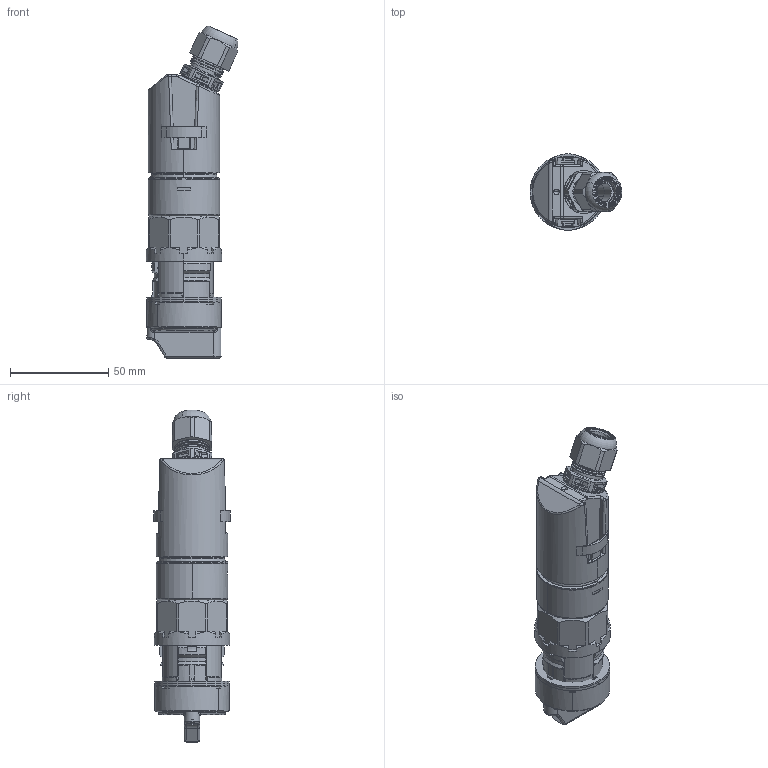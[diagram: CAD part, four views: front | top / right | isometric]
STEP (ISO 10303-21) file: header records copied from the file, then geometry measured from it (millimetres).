
FILE_DESCRIPTION (( 'STEP AP203' ), '1' );
FILE_NAME ('8003-1_1-726-_-__.STEP', '2015-09-03T12:34:57', ( '' ), ( '' ), 'SwSTEP 2.0', 'SolidWorks 2015', '' );
FILE_SCHEMA (( 'CONFIG_CONTROL_DESIGN' ));
Length unit declared in the file: millimetre
Products named in the file (24): 80_139_01_14_0; 86_029_07_95_0; 80_139_01_66_0_Dichtung_angepasst; 80_039_02_51_0; 86_029_02_28_0; 81_610_76_01_0_Stutzen_Erweitert; 375_625_0; 81_616_05_30_0_Anschlussgewindedichtung_M16; 86_029_19_80_0; 81_610_76_01_0_Erweitert; 80_139_02_51_0; 86_029_12_15_0; 81_610_76_01_0_Dichtung; 8003-1_1-726-_-__; 80_139_01_66_0_ohne Dichtung; 86_029_04_26_0; 86_029_02_51_0_3d export; 86_020_83_03_0_3d export; 81_610_76_01_0_Hutmutter_Kennzeichnung; 86_029_12_16_0_3d export; 86_029_07_94_0; 80_139_01_66_0; 506_872_0
Assembly tree (25 placements, depth 3):
  8003-1_1-726-_-__
    80_039_02_51_0
      80_039_02_51_0
    80_139_01_66_0
      80_139_01_66_0_ohne Dichtung
      80_139_01_66_0_Dichtung_angepasst
    80_139_02_51_0
    86_020_83_03_0_3d export
      86_029_19_80_0
      86_029_04_26_0
      86_029_12_15_0
      375_625_0  x2
      86_029_12_16_0_3d export
      86_029_02_51_0_3d export
      86_029_02_28_0
      86_029_07_94_0  x2
      86_029_07_95_0
    81_610_76_01_0_Erweitert
      81_610_76_01_0_Stutzen_Erweitert
      81_610_76_01_0_Dichtung
      81_610_76_01_0_Hutmutter_Kennzeichnung
      81_616_05_30_0_Anschlussgewindedichtung_M16
    506_872_0
    80_139_01_14_0
Bounding box: 46.73 x 38.96 x 169.08 mm (x, y, z)
Volume: 65564.6 mm3; surface area: 82240.6 mm2
Topology: 21 solids, 21 shells, 4195 faces, 11391 edges, 7372 vertices
Faces by surface type: plane 2123, cylinder 832, bspline 616, cone 370, torus 204, sphere 50
Entity records: 176392 total; most frequent: CARTESIAN_POINT 74106, ORIENTED_EDGE 22320, DIRECTION 18649, EDGE_CURVE 11160, VERTEX_POINT 7235, VECTOR 6347, LINE 6347, AXIS2_PLACEMENT_3D 6151
